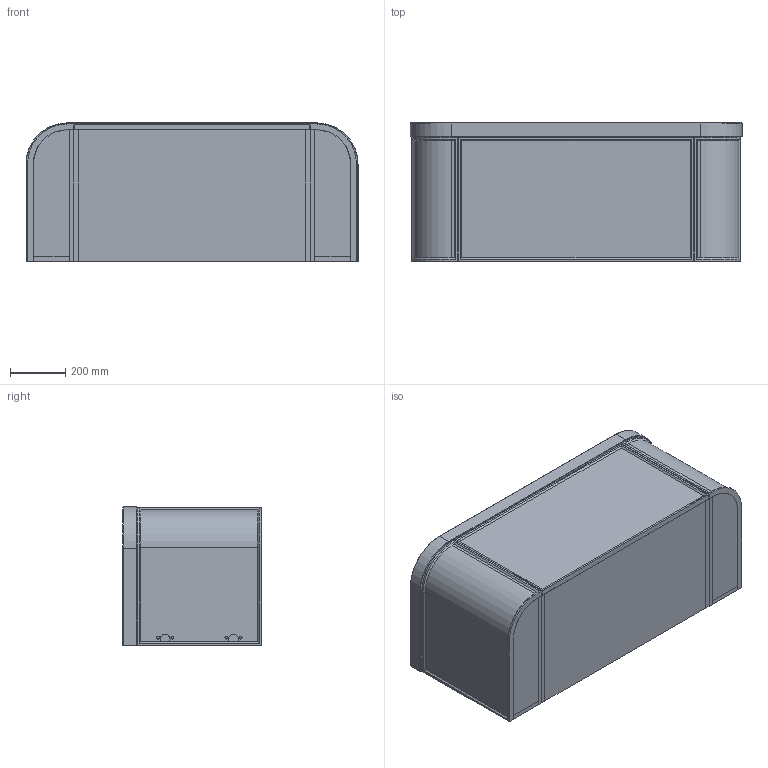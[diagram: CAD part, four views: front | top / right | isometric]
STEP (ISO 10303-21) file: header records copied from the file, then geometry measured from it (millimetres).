
FILE_DESCRIPTION (( 'STEP AP214' ), '1' );
FILE_NAME ('2355646.STEP', '2023-09-28T23:40:58', ( '' ), ( '' ), 'SwSTEP 2.0', 'SolidWorks 2021', '' );
FILE_SCHEMA (( 'AUTOMOTIVE_DESIGN' ));
Length unit declared in the file: millimetre
Products named in the file (10): End Carcass LEFT; End Carcass RIGHT; Kado Era 1200 Carcass (DRAWER); 2355646; Kado Era Curved End Panel; 1200 Drawer Kado Era; 1200 INTERNAL Drawer Kado Era (LEFT OFFSET); Kado Era 1200 (Drawer); 1200 Benchtop (50mm) NO CUTOUT
Assembly tree (10 placements, depth 4):
  2355646
    Kado Era 1200 (Drawer)
      Kado Era 1200 Carcass (DRAWER)
      End Carcass RIGHT
      Kado Era Curved End Panel  x2
      End Carcass LEFT
      1200 Drawer Kado Era
        1200 Drawer Kado Era
      1200 Benchtop (50mm) NO CUTOUT
      1200 INTERNAL Drawer Kado Era (LEFT OFFSET)
Bounding box: 1200 x 500 x 500 mm (x, y, z)
Volume: 70670919.9 mm3; surface area: 10195949 mm2
Topology: 36 solids, 36 shells, 366 faces, 816 edges, 536 vertices
Faces by surface type: plane 316, cylinder 42, cone 8
Entity records: 10930 total; most frequent: CARTESIAN_POINT 1549, DIRECTION 1466, ORIENTED_EDGE 1456, EDGE_CURVE 728, LINE 672, VECTOR 672, VERTEX_POINT 480, AXIS2_PLACEMENT_3D 397
